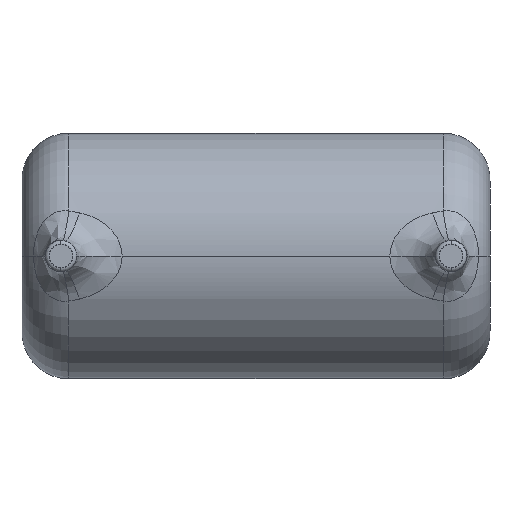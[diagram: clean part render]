
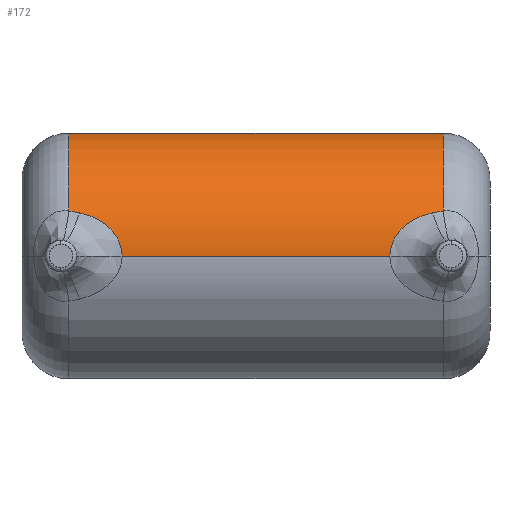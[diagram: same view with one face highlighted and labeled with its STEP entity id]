
A CAD part, front view. The second image highlights one B-rep face of the part: STEP entity #172.
In plain terms, the highlighted cylindrical face has radius 3.15 mm (diameter 6.3 mm), a partial arc.
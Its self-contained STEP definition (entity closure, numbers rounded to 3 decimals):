
#3 = CARTESIAN_POINT ( 'NONE',  ( -3.591, 1.043, 0.533 ) ) ;
#14 = CARTESIAN_POINT ( 'NONE',  ( -4.521, 1.201, 1.107 ) ) ;
#33 = CARTESIAN_POINT ( 'NONE',  ( -4.613, 1.209, 1.128 ) ) ;
#41 = VERTEX_POINT ( 'NONE', #693 ) ;
#80 = DIRECTION ( 'NONE',  ( 0., -1., 0. ) ) ;
#82 = EDGE_CURVE ( 'NONE', #432, #1686, #1671, .T. ) ;
#103 = CARTESIAN_POINT ( 'NONE',  ( 4.8, 4.15, 0. ) ) ;
#114 = FACE_OUTER_BOUND ( 'NONE', #1654, .T. ) ;
#118 = VERTEX_POINT ( 'NONE', #1834 ) ;
#137 = EDGE_CURVE ( 'NONE', #618, #1686, #575, .T. ) ;
#151 = CARTESIAN_POINT ( 'NONE',  ( -3.433, 1., 0. ) ) ;
#158 = CARTESIAN_POINT ( 'NONE',  ( -3.883, 1.11, 0.832 ) ) ;
#172 = ADVANCED_FACE ( 'NONE', ( #114 ), #1251, .T. ) ;
#203 = CARTESIAN_POINT ( 'NONE',  ( 4.8, 1.218, 1.151 ) ) ;
#204 = VERTEX_POINT ( 'NONE', #151 ) ;
#215 = ORIENTED_EDGE ( 'NONE', *, *, #1503, .F. ) ;
#226 = CARTESIAN_POINT ( 'NONE',  ( 4.8, 1.218, 1.151 ) ) ;
#234 = DIRECTION ( 'NONE',  ( 1., 0., 0. ) ) ;
#236 = VECTOR ( 'NONE', #234, 1000. ) ;
#276 = DIRECTION ( 'NONE',  ( -1., 0., 0. ) ) ;
#290 = CARTESIAN_POINT ( 'NONE',  ( -4., 1.133, 0.908 ) ) ;
#299 = CARTESIAN_POINT ( 'NONE',  ( -3.433, 1., 0. ) ) ;
#353 = CARTESIAN_POINT ( 'NONE',  ( 3.442, 1.002, 0.141 ) ) ;
#362 = CARTESIAN_POINT ( 'NONE',  ( 3.433, 1., 0. ) ) ;
#368 = CARTESIAN_POINT ( 'NONE',  ( 0., 4.15, 0. ) ) ;
#384 = B_SPLINE_CURVE_WITH_KNOTS ( 'NONE', 3,
 ( #362, #678, #353, #931, #1058, #502, #1774, #952, #818, #1522, #1099, #1492 ),
 .UNSPECIFIED., .F., .F.,
 ( 4, 2, 2, 2, 2, 4 ),
 ( 0., 0., 0., 0.001, 0.001, 0.002 ),
 .UNSPECIFIED. ) ;
#432 = VERTEX_POINT ( 'NONE', #1571 ) ;
#481 = EDGE_CURVE ( 'NONE', #1202, #204, #1721, .T. ) ;
#502 = CARTESIAN_POINT ( 'NONE',  ( 3.591, 1.043, 0.533 ) ) ;
#518 = DIRECTION ( 'NONE',  ( -1., 0., 0. ) ) ;
#523 = VECTOR ( 'NONE', #1749, 1000. ) ;
#549 = DIRECTION ( 'NONE',  ( -1., 0., 0. ) ) ;
#566 = B_SPLINE_CURVE_WITH_KNOTS ( 'NONE', 3,
 ( #14, #33, #612, #1186 ),
 .UNSPECIFIED., .F., .F.,
 ( 4, 4 ),
 ( 0.002, 0.002 ),
 .UNSPECIFIED. ) ;
#575 = CIRCLE ( 'NONE', #1706, 3.15 ) ;
#612 = CARTESIAN_POINT ( 'NONE',  ( -4.706, 1.214, 1.142 ) ) ;
#618 = VERTEX_POINT ( 'NONE', #203 ) ;
#653 = ORIENTED_EDGE ( 'NONE', *, *, #481, .F. ) ;
#669 = CARTESIAN_POINT ( 'NONE',  ( -4.8, 1.218, 1.151 ) ) ;
#678 = CARTESIAN_POINT ( 'NONE',  ( 3.433, 1., 0.071 ) ) ;
#693 = CARTESIAN_POINT ( 'NONE',  ( 4.521, 1.201, 1.107 ) ) ;
#701 = EDGE_CURVE ( 'NONE', #41, #618, #1648, .T. ) ;
#706 = AXIS2_PLACEMENT_3D ( 'NONE', #368, #518, #1267 ) ;
#722 = CARTESIAN_POINT ( 'NONE',  ( -3.474, 1.012, 0.278 ) ) ;
#772 = CARTESIAN_POINT ( 'NONE',  ( 4.8, 4.15, 3.15 ) ) ;
#786 = ORIENTED_EDGE ( 'NONE', *, *, #1230, .F. ) ;
#815 = CARTESIAN_POINT ( 'NONE',  ( 4.613, 1.209, 1.128 ) ) ;
#818 = CARTESIAN_POINT ( 'NONE',  ( 4., 1.133, 0.908 ) ) ;
#838 = CARTESIAN_POINT ( 'NONE',  ( 4.706, 1.214, 1.142 ) ) ;
#858 = CARTESIAN_POINT ( 'NONE',  ( -4.384, 1.189, 1.075 ) ) ;
#891 = CARTESIAN_POINT ( 'NONE',  ( -4.252, 1.173, 1.03 ) ) ;
#931 = CARTESIAN_POINT ( 'NONE',  ( 3.474, 1.012, 0.278 ) ) ;
#952 = CARTESIAN_POINT ( 'NONE',  ( 3.883, 1.11, 0.832 ) ) ;
#969 = EDGE_CURVE ( 'NONE', #204, #118, #1125, .T. ) ;
#1020 = ORIENTED_EDGE ( 'NONE', *, *, #969, .F. ) ;
#1049 = ORIENTED_EDGE ( 'NONE', *, *, #82, .F. ) ;
#1058 = CARTESIAN_POINT ( 'NONE',  ( 3.499, 1.018, 0.345 ) ) ;
#1099 = CARTESIAN_POINT ( 'NONE',  ( 4.384, 1.189, 1.075 ) ) ;
#1125 = B_SPLINE_CURVE_WITH_KNOTS ( 'NONE', 3,
 ( #299, #1307, #1437, #722, #1162, #3, #1137, #158, #290, #891, #858, #1146 ),
 .UNSPECIFIED., .F., .F.,
 ( 4, 2, 2, 2, 2, 4 ),
 ( 0., 0., 0., 0.001, 0.001, 0.002 ),
 .UNSPECIFIED. ) ;
#1137 = CARTESIAN_POINT ( 'NONE',  ( -3.678, 1.065, 0.644 ) ) ;
#1146 = CARTESIAN_POINT ( 'NONE',  ( -4.521, 1.201, 1.107 ) ) ;
#1162 = CARTESIAN_POINT ( 'NONE',  ( -3.499, 1.018, 0.345 ) ) ;
#1184 = AXIS2_PLACEMENT_3D ( 'NONE', #1558, #276, #1422 ) ;
#1186 = CARTESIAN_POINT ( 'NONE',  ( -4.8, 1.218, 1.151 ) ) ;
#1202 = VERTEX_POINT ( 'NONE', #1580 ) ;
#1230 = EDGE_CURVE ( 'NONE', #118, #1373, #566, .T. ) ;
#1251 = CYLINDRICAL_SURFACE ( 'NONE', #706, 3.15 ) ;
#1267 = DIRECTION ( 'NONE',  ( 0., -1., 0. ) ) ;
#1277 = EDGE_CURVE ( 'NONE', #1202, #41, #384, .T. ) ;
#1301 = CARTESIAN_POINT ( 'NONE',  ( 0., 1., 0. ) ) ;
#1307 = CARTESIAN_POINT ( 'NONE',  ( -3.433, 1., 0.071 ) ) ;
#1373 = VERTEX_POINT ( 'NONE', #669 ) ;
#1422 = DIRECTION ( 'NONE',  ( 0., -1., 0. ) ) ;
#1437 = CARTESIAN_POINT ( 'NONE',  ( -3.442, 1.002, 0.141 ) ) ;
#1460 = ORIENTED_EDGE ( 'NONE', *, *, #701, .T. ) ;
#1492 = CARTESIAN_POINT ( 'NONE',  ( 4.521, 1.201, 1.107 ) ) ;
#1503 = EDGE_CURVE ( 'NONE', #1373, #432, #1847, .T. ) ;
#1517 = CARTESIAN_POINT ( 'NONE',  ( 6., 4.15, 3.15 ) ) ;
#1522 = CARTESIAN_POINT ( 'NONE',  ( 4.252, 1.173, 1.03 ) ) ;
#1558 = CARTESIAN_POINT ( 'NONE',  ( -4.8, 4.15, 0. ) ) ;
#1571 = CARTESIAN_POINT ( 'NONE',  ( -4.8, 4.15, 3.15 ) ) ;
#1580 = CARTESIAN_POINT ( 'NONE',  ( 3.433, 1., 0. ) ) ;
#1595 = ORIENTED_EDGE ( 'NONE', *, *, #137, .T. ) ;
#1640 = CARTESIAN_POINT ( 'NONE',  ( 4.521, 1.201, 1.107 ) ) ;
#1648 = B_SPLINE_CURVE_WITH_KNOTS ( 'NONE', 3,
 ( #1640, #815, #838, #226 ),
 .UNSPECIFIED., .F., .F.,
 ( 4, 4 ),
 ( 0.002, 0.002 ),
 .UNSPECIFIED. ) ;
#1654 = EDGE_LOOP ( 'NONE', ( #653, #1806, #1460, #1595, #1049, #215, #786, #1020 ) ) ;
#1671 = LINE ( 'NONE', #1517, #236 ) ;
#1686 = VERTEX_POINT ( 'NONE', #772 ) ;
#1706 = AXIS2_PLACEMENT_3D ( 'NONE', #103, #549, #80 ) ;
#1721 = LINE ( 'NONE', #1301, #523 ) ;
#1749 = DIRECTION ( 'NONE',  ( -1., 0., 0. ) ) ;
#1774 = CARTESIAN_POINT ( 'NONE',  ( 3.678, 1.065, 0.644 ) ) ;
#1806 = ORIENTED_EDGE ( 'NONE', *, *, #1277, .T. ) ;
#1834 = CARTESIAN_POINT ( 'NONE',  ( -4.521, 1.201, 1.107 ) ) ;
#1847 = CIRCLE ( 'NONE', #1184, 3.15 ) ;
